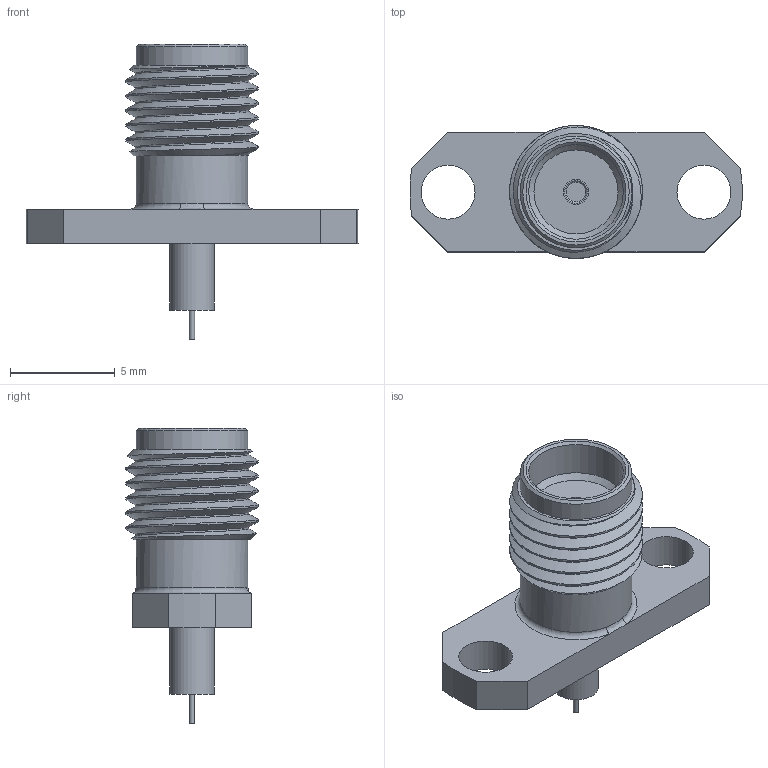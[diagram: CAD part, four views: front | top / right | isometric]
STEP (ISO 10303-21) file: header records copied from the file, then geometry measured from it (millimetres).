
FILE_DESCRIPTION (( 'STEP AP203' ), '1' );
FILE_NAME ('LCCN3190_3D.step', '2022-04-29T15:43:35', ( '' ), ( '' ), 'SwSTEP 2.0', 'SolidWorks 2021', '' );
FILE_SCHEMA (( 'CONFIG_CONTROL_DESIGN' ));
Length unit declared in the file: inch
Products named in the file (1): LCCN3190_3D
Bounding box: 15.86 x 6.35 x 14.12 mm (x, y, z)
Volume: 291.5 mm3; surface area: 507.1 mm2
Topology: 1 solids, 1 shells, 46 faces, 98 edges, 63 vertices
Faces by surface type: plane 18, cylinder 15, cone 6, bspline 5, torus 2
Full cylindrical faces by diameter (mm): 0.254 x1, 0.94 x1, 1.016 x1, 1.194 x1, 2.134 x1, 2.578 x2, 4.013 x1, 4.521 x1, 5.334 x2
Entity records: 2394 total; most frequent: CARTESIAN_POINT 1404, DIRECTION 186, ORIENTED_EDGE 162, EDGE_CURVE 81, AXIS2_PLACEMENT_3D 81, EDGE_LOOP 74, VERTEX_POINT 61, FACE_OUTER_BOUND 57
